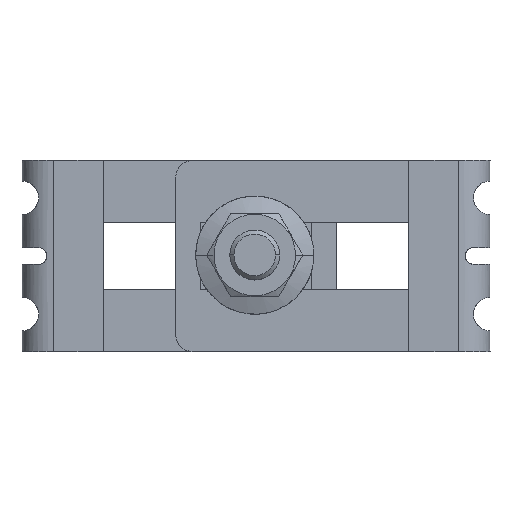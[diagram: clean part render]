
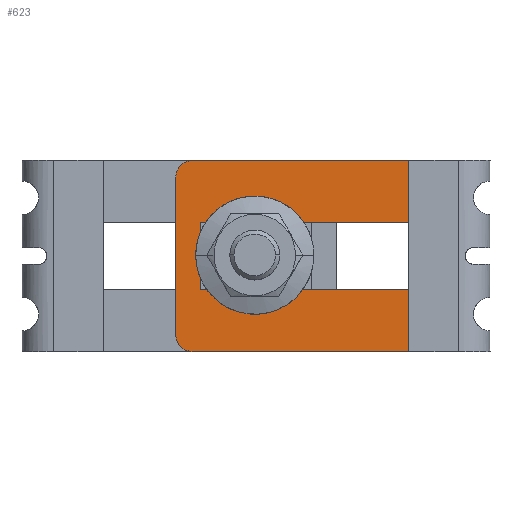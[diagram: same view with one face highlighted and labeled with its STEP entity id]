
A CAD part, top view. The second image highlights one B-rep face of the part: STEP entity #623.
In plain terms, the highlighted planar face has unit normal (0, 0, 1).
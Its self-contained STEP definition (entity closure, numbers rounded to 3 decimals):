
#27=DIRECTION('',(1.,0.,0.));
#28=VECTOR('',#27,32.);
#29=CARTESIAN_POINT('',(0.,-11.5,-2.5));
#30=LINE('',#29,#28);
#35=CARTESIAN_POINT('',(32.,-9.5,-2.5));
#36=DIRECTION('',(0.,0.,1.));
#37=DIRECTION('',(0.,-1.,0.));
#38=AXIS2_PLACEMENT_3D('',#35,#36,#37);
#49=DIRECTION('',(0.,1.,0.));
#50=VECTOR('',#49,23.);
#51=CARTESIAN_POINT('',(0.,-11.5,-2.5));
#52=LINE('',#51,#50);
#53=DIRECTION('',(0.,-1.,0.));
#54=VECTOR('',#53,8.);
#55=CARTESIAN_POINT('',(31.,4.,-2.5));
#56=LINE('',#55,#54);
#57=DIRECTION('',(1.,0.,0.));
#58=VECTOR('',#57,25.);
#59=CARTESIAN_POINT('',(6.,4.,-2.5));
#60=LINE('',#59,#58);
#61=DIRECTION('',(0.,1.,0.));
#62=VECTOR('',#61,8.);
#63=CARTESIAN_POINT('',(6.,-4.,-2.5));
#64=LINE('',#63,#62);
#65=DIRECTION('',(-1.,0.,0.));
#66=VECTOR('',#65,25.);
#67=CARTESIAN_POINT('',(31.,-4.,-2.5));
#68=LINE('',#67,#66);
#387=DIRECTION('',(0.,1.,0.));
#388=VECTOR('',#387,19.);
#389=CARTESIAN_POINT('',(34.,-9.5,-2.5));
#390=LINE('',#389,#388);
#404=CARTESIAN_POINT('',(32.,9.5,-2.5));
#405=DIRECTION('',(0.,0.,1.));
#406=DIRECTION('',(1.,0.,0.));
#407=AXIS2_PLACEMENT_3D('',#404,#405,#406);
#409=DIRECTION('',(1.,0.,0.));
#410=VECTOR('',#409,32.);
#411=CARTESIAN_POINT('',(0.,11.5,-2.5));
#412=LINE('',#411,#410);
#491=CARTESIAN_POINT('',(0.,-11.5,-2.5));
#492=VERTEX_POINT('',#491);
#503=CARTESIAN_POINT('',(0.,11.5,-2.5));
#504=VERTEX_POINT('',#503);
#506=CARTESIAN_POINT('',(32.,-11.5,-2.5));
#508=VERTEX_POINT('',#506);
#509=CARTESIAN_POINT('',(34.,-9.5,-2.5));
#510=VERTEX_POINT('',#509);
#513=CARTESIAN_POINT('',(32.,11.5,-2.5));
#515=VERTEX_POINT('',#513);
#519=CARTESIAN_POINT('',(34.,9.5,-2.5));
#520=VERTEX_POINT('',#519);
#549=CARTESIAN_POINT('',(31.,4.,-2.5));
#550=CARTESIAN_POINT('',(31.,-4.,-2.5));
#551=VERTEX_POINT('',#549);
#552=VERTEX_POINT('',#550);
#553=CARTESIAN_POINT('',(6.,-4.,-2.5));
#554=VERTEX_POINT('',#553);
#555=CARTESIAN_POINT('',(6.,4.,-2.5));
#556=VERTEX_POINT('',#555);
#596=CARTESIAN_POINT('',(0.,-11.5,-2.5));
#597=DIRECTION('',(0.,0.,1.));
#598=DIRECTION('',(1.,0.,0.));
#599=AXIS2_PLACEMENT_3D('',#596,#597,#598);
#600=PLANE('',#599);
#601=ORIENTED_EDGE('',*,*,#587,.F.);
#602=ORIENTED_EDGE('',*,*,#576,.F.);
#604=ORIENTED_EDGE('',*,*,#603,.T.);
#606=ORIENTED_EDGE('',*,*,#605,.T.);
#608=ORIENTED_EDGE('',*,*,#607,.F.);
#610=ORIENTED_EDGE('',*,*,#609,.F.);
#611=EDGE_LOOP('',(#601,#602,#604,#606,#608,#610));
#612=FACE_OUTER_BOUND('',#611,.F.);
#614=ORIENTED_EDGE('',*,*,#613,.F.);
#616=ORIENTED_EDGE('',*,*,#615,.F.);
#618=ORIENTED_EDGE('',*,*,#617,.F.);
#620=ORIENTED_EDGE('',*,*,#619,.F.);
#621=EDGE_LOOP('',(#614,#616,#618,#620));
#622=FACE_BOUND('',#621,.F.);
#623=ADVANCED_FACE('',(#612,#622),#600,.T.);
#39=CIRCLE('',#38,2.);
#408=CIRCLE('',#407,2.);
#576=EDGE_CURVE('',#492,#508,#30,.T.);
#587=EDGE_CURVE('',#508,#510,#39,.T.);
#603=EDGE_CURVE('',#492,#504,#52,.T.);
#605=EDGE_CURVE('',#504,#515,#412,.T.);
#607=EDGE_CURVE('',#520,#515,#408,.T.);
#609=EDGE_CURVE('',#510,#520,#390,.T.);
#613=EDGE_CURVE('',#551,#552,#56,.T.);
#615=EDGE_CURVE('',#556,#551,#60,.T.);
#617=EDGE_CURVE('',#554,#556,#64,.T.);
#619=EDGE_CURVE('',#552,#554,#68,.T.);
